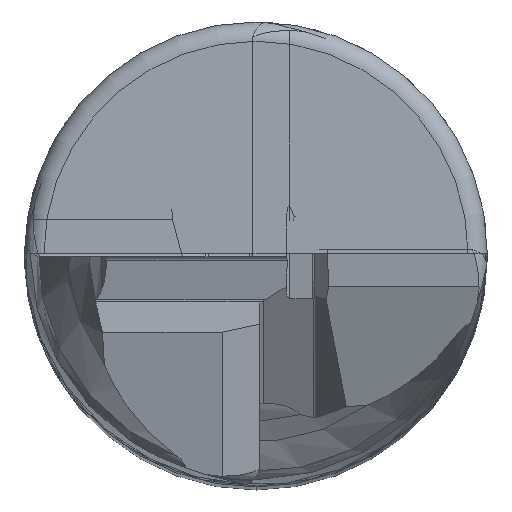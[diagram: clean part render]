
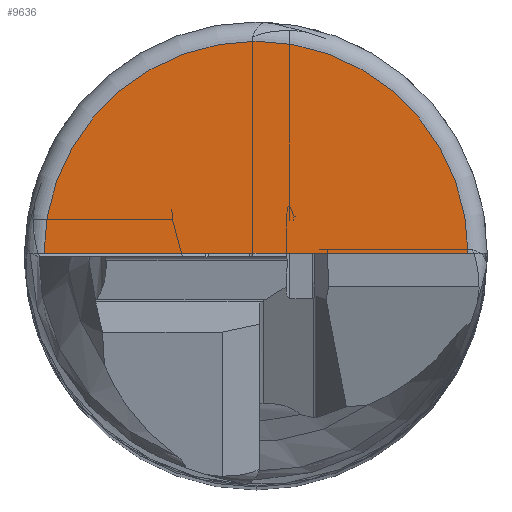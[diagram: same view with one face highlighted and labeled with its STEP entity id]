
A CAD part, top view. The second image highlights one B-rep face of the part: STEP entity #9636.
In plain terms, the highlighted planar face has unit normal (0, 0, 1).
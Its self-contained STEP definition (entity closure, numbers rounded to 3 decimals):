
#9569=DIRECTION('',(-1.,0.,0.));
#9570=VECTOR('',#9569,11.);
#9571=CARTESIAN_POINT('',(5.5,0.,83.));
#9572=LINE('',#9571,#9570);
#9583=CARTESIAN_POINT('',(0.,0.,83.));
#9584=DIRECTION('',(0.,0.,1.));
#9585=DIRECTION('',(1.,0.,0.));
#9586=AXIS2_PLACEMENT_3D('',#9583,#9584,#9585);
#9611=CARTESIAN_POINT('',(-5.5,0.,83.));
#9612=CARTESIAN_POINT('',(5.5,0.,83.));
#9613=VERTEX_POINT('',#9611);
#9614=VERTEX_POINT('',#9612);
#9625=CARTESIAN_POINT('',(0.,0.,83.));
#9626=DIRECTION('',(0.,0.,1.));
#9627=DIRECTION('',(0.,-1.,0.));
#9628=AXIS2_PLACEMENT_3D('',#9625,#9626,#9627);
#9629=PLANE('',#9628);
#9631=ORIENTED_EDGE('',*,*,#9630,.T.);
#9633=ORIENTED_EDGE('',*,*,#9632,.F.);
#9634=EDGE_LOOP('',(#9631,#9633));
#9635=FACE_OUTER_BOUND('',#9634,.F.);
#9587=CIRCLE('',#9586,5.5);
#9630=EDGE_CURVE('',#9614,#9613,#9572,.T.);
#9632=EDGE_CURVE('',#9614,#9613,#9587,.T.);
#9636=ADVANCED_FACE('',(#9635),#9629,.T.);
